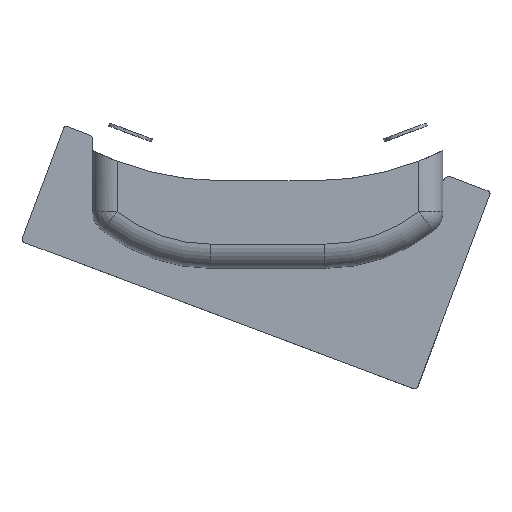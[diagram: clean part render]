
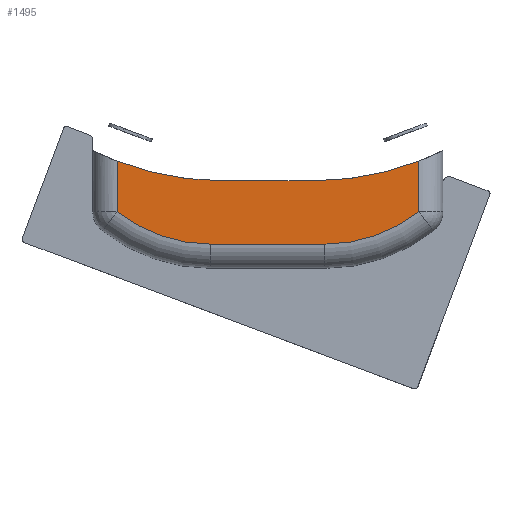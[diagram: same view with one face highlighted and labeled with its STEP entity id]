
A CAD part, top view. The second image highlights one B-rep face of the part: STEP entity #1495.
In plain terms, the highlighted planar face has unit normal (0, 0, 1).
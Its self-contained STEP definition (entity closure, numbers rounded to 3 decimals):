
#3 = VERTEX_POINT ( 'NONE', #3503 ) ;
#46 = EDGE_CURVE ( 'NONE', #1216, #3532, #2942, .T. ) ;
#311 = DIRECTION ( 'NONE',  ( 0., 1., 0. ) ) ;
#473 = VERTEX_POINT ( 'NONE', #1571 ) ;
#527 = AXIS2_PLACEMENT_3D ( 'NONE', #4192, #3862, #1414 ) ;
#532 = FACE_OUTER_BOUND ( 'NONE', #4334, .T. ) ;
#621 = DIRECTION ( 'NONE',  ( 1., 0., 0. ) ) ;
#653 = CARTESIAN_POINT ( 'NONE',  ( -49., 27.502, 17.5 ) ) ;
#668 = CARTESIAN_POINT ( 'NONE',  ( 19.926, 50.393, 17.5 ) ) ;
#716 = AXIS2_PLACEMENT_3D ( 'NONE', #4168, #3128, #621 ) ;
#729 = PLANE ( 'NONE',  #3620 ) ;
#732 = VERTEX_POINT ( 'NONE', #3608 ) ;
#918 = EDGE_CURVE ( 'NONE', #3, #3532, #3967, .T. ) ;
#958 = EDGE_CURVE ( 'NONE', #2435, #2337, #3151, .T. ) ;
#979 = ORIENTED_EDGE ( 'NONE', *, *, #958, .T. ) ;
#1094 = ORIENTED_EDGE ( 'NONE', *, *, #1939, .T. ) ;
#1133 = CARTESIAN_POINT ( 'NONE',  ( 16., 21., 17.5 ) ) ;
#1151 = VECTOR ( 'NONE', #311, 1000. ) ;
#1158 = EDGE_CURVE ( 'NONE', #473, #1216, #4402, .T. ) ;
#1171 = CARTESIAN_POINT ( 'NONE',  ( -17.926, 0., 17.5 ) ) ;
#1216 = VERTEX_POINT ( 'NONE', #1133 ) ;
#1309 = CIRCLE ( 'NONE', #3816, 50.393 ) ;
#1414 = DIRECTION ( 'NONE',  ( -1., 0., 0. ) ) ;
#1495 = ADVANCED_FACE ( 'NONE', ( #532 ), #729, .T. ) ;
#1571 = CARTESIAN_POINT ( 'NONE',  ( -14., 21., 17.5 ) ) ;
#1664 = AXIS2_PLACEMENT_3D ( 'NONE', #3182, #3230, #3199 ) ;
#1792 = DIRECTION ( 'NONE',  ( 0., 0., 1. ) ) ;
#1939 = EDGE_CURVE ( 'NONE', #732, #3, #1309, .T. ) ;
#2014 = ORIENTED_EDGE ( 'NONE', *, *, #46, .F. ) ;
#2069 = DIRECTION ( 'NONE',  ( 1., 0., 0. ) ) ;
#2235 = CARTESIAN_POINT ( 'NONE',  ( 51., 50.393, 17.5 ) ) ;
#2240 = CIRCLE ( 'NONE', #716, 97.45 ) ;
#2337 = VERTEX_POINT ( 'NONE', #4047 ) ;
#2435 = VERTEX_POINT ( 'NONE', #653 ) ;
#2486 = VERTEX_POINT ( 'NONE', #4596 ) ;
#2495 = EDGE_CURVE ( 'NONE', #2337, #2486, #4545, .T. ) ;
#2532 = CARTESIAN_POINT ( 'NONE',  ( -17.926, 50.393, 17.5 ) ) ;
#2554 = DIRECTION ( 'NONE',  ( 1., 0., 0. ) ) ;
#2609 = VECTOR ( 'NONE', #2554, 1000. ) ;
#2751 = CARTESIAN_POINT ( 'NONE',  ( -49., 50.393, 17.5 ) ) ;
#2820 = DIRECTION ( 'NONE',  ( 0., 0., 1. ) ) ;
#2942 = CIRCLE ( 'NONE', #527, 97.45 ) ;
#3028 = EDGE_CURVE ( 'NONE', #2486, #732, #3574, .T. ) ;
#3111 = ORIENTED_EDGE ( 'NONE', *, *, #3028, .T. ) ;
#3128 = DIRECTION ( 'NONE',  ( 0., 0., 1. ) ) ;
#3151 = LINE ( 'NONE', #2751, #3748 ) ;
#3182 = CARTESIAN_POINT ( 'NONE',  ( -17.926, 50.393, 17.5 ) ) ;
#3199 = DIRECTION ( 'NONE',  ( 1., 0., 0. ) ) ;
#3230 = DIRECTION ( 'NONE',  ( 0., 0., 1. ) ) ;
#3295 = ORIENTED_EDGE ( 'NONE', *, *, #3670, .F. ) ;
#3322 = DIRECTION ( 'NONE',  ( 1., 0., 0. ) ) ;
#3385 = ORIENTED_EDGE ( 'NONE', *, *, #2495, .T. ) ;
#3430 = ORIENTED_EDGE ( 'NONE', *, *, #1158, .F. ) ;
#3503 = CARTESIAN_POINT ( 'NONE',  ( 51., 10.721, 17.5 ) ) ;
#3532 = VERTEX_POINT ( 'NONE', #3976 ) ;
#3574 = LINE ( 'NONE', #1171, #3732 ) ;
#3608 = CARTESIAN_POINT ( 'NONE',  ( 19.926, 0., 17.5 ) ) ;
#3620 = AXIS2_PLACEMENT_3D ( 'NONE', #2532, #2820, #3898 ) ;
#3670 = EDGE_CURVE ( 'NONE', #2435, #473, #2240, .T. ) ;
#3732 = VECTOR ( 'NONE', #3322, 1000. ) ;
#3748 = VECTOR ( 'NONE', #3779, 1000. ) ;
#3779 = DIRECTION ( 'NONE',  ( 0., -1., 0. ) ) ;
#3816 = AXIS2_PLACEMENT_3D ( 'NONE', #668, #1792, #2069 ) ;
#3862 = DIRECTION ( 'NONE',  ( 0., 0., 1. ) ) ;
#3898 = DIRECTION ( 'NONE',  ( 1., 0., 0. ) ) ;
#3967 = LINE ( 'NONE', #2235, #1151 ) ;
#3976 = CARTESIAN_POINT ( 'NONE',  ( 51., 27.502, 17.5 ) ) ;
#4047 = CARTESIAN_POINT ( 'NONE',  ( -49., 10.721, 17.5 ) ) ;
#4168 = CARTESIAN_POINT ( 'NONE',  ( -14., 118.45, 17.5 ) ) ;
#4192 = CARTESIAN_POINT ( 'NONE',  ( 16., 118.45, 17.5 ) ) ;
#4281 = CARTESIAN_POINT ( 'NONE',  ( -14., 21., 17.5 ) ) ;
#4334 = EDGE_LOOP ( 'NONE', ( #3295, #979, #3385, #3111, #1094, #4525, #2014, #3430 ) ) ;
#4402 = LINE ( 'NONE', #4281, #2609 ) ;
#4525 = ORIENTED_EDGE ( 'NONE', *, *, #918, .T. ) ;
#4545 = CIRCLE ( 'NONE', #1664, 50.393 ) ;
#4596 = CARTESIAN_POINT ( 'NONE',  ( -17.926, 0., 17.5 ) ) ;
